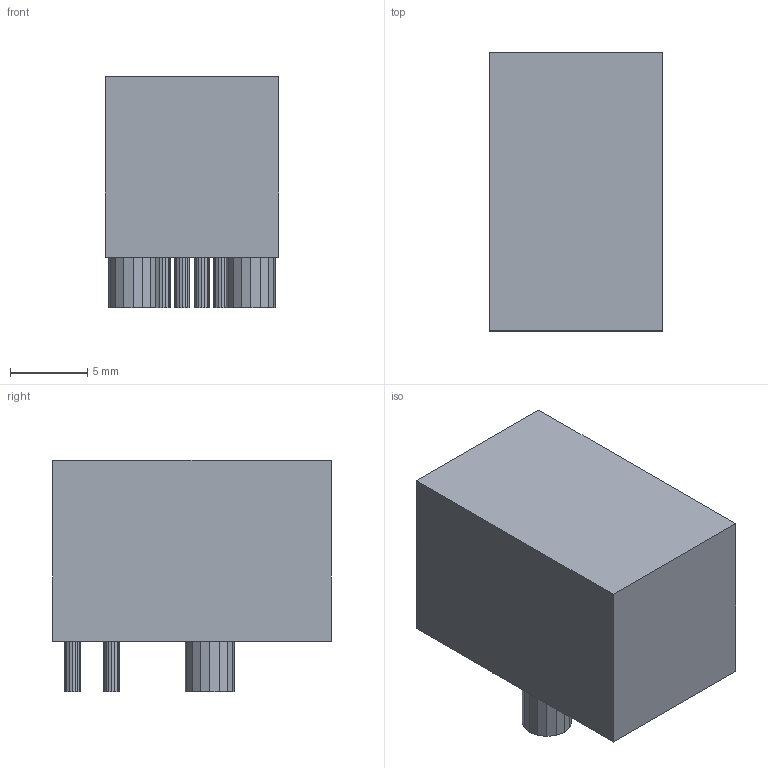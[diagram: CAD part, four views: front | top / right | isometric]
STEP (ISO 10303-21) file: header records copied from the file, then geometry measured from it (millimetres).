
FILE_DESCRIPTION(('FreeCAD Model'),'2;1');
FILE_NAME('Open CASCADE Shape Model','2025-01-17T07:00:30',(''),(''), 'Open CASCADE STEP processor 7.7','FreeCAD','Unknown');
FILE_SCHEMA(('AUTOMOTIVE_DESIGN { 1 0 10303 214 1 1 1 1 }'));
Length unit declared in the file: millimetre
Products named in the file (1): Group
Bounding box: 11.2 x 18 x 14.95 mm (x, y, z)
Volume: 2419.6 mm3; surface area: 1192 mm2
Topology: 1 solids, 1 shells, 108 faces, 300 edges, 200 vertices
Faces by surface type: plane 108
Entity records: 3883 total; most frequent: CARTESIAN_POINT 609, ORIENTED_EDGE 600, DIRECTION 518, EDGE_CURVE 300, LINE 300, VECTOR 300, VERTEX_POINT 200, FACE_BOUND 114
